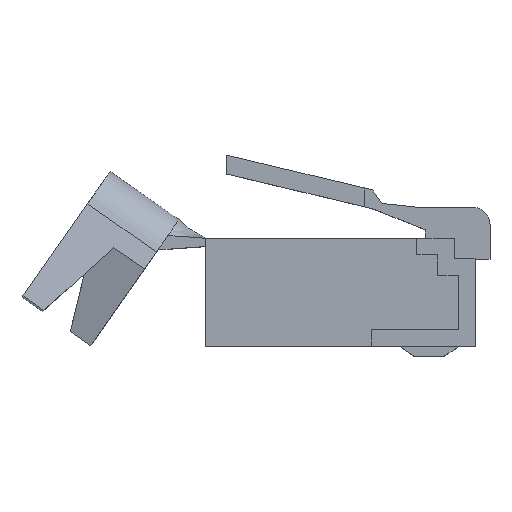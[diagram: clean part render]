
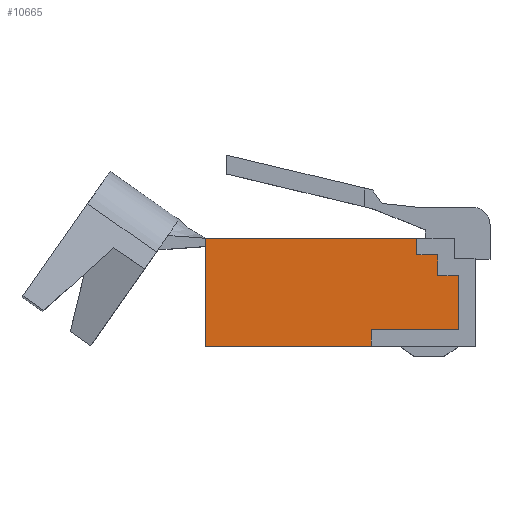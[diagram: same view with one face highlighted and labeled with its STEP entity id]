
A CAD part, top view. The second image highlights one B-rep face of the part: STEP entity #10665.
In plain terms, the highlighted face is planar.
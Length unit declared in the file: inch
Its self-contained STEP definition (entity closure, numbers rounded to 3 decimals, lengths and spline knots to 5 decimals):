
#1672 = CARTESIAN_POINT ( 'NONE',  ( 0.23, -0.13, -0.094 ) ) ;
#1829 = DIRECTION ( 'NONE',  ( 0., 1., 0. ) ) ;
#1830 = VECTOR ( 'NONE', #1829, 39.37008 ) ;
#1831 = CARTESIAN_POINT ( 'NONE',  ( 0.23, 0.13, 0.304 ) ) ;
#1832 = LINE ( 'NONE', #1831, #1830 ) ;
#1854 = CARTESIAN_POINT ( 'NONE',  ( 0.23, 0.13, 0.304 ) ) ;
#1855 = CARTESIAN_POINT ( 'NONE',  ( 0.23, -0.13, 0.304 ) ) ;
#1869 = DIRECTION ( 'NONE',  ( 0., 0., -1. ) ) ;
#1870 = VECTOR ( 'NONE', #1869, 39.37008 ) ;
#1871 = CARTESIAN_POINT ( 'NONE',  ( 0.23, -0.13, 0.304 ) ) ;
#1872 = LINE ( 'NONE', #1871, #1870 ) ;
#2427 = CARTESIAN_POINT ( 'NONE',  ( 0.23, 0.13, 0.304 ) ) ;
#2428 = DIRECTION ( 'NONE',  ( 0., 1., 0. ) ) ;
#2429 = VECTOR ( 'NONE', #2428, 39.37008 ) ;
#2430 = LINE ( 'NONE', #2427, #2444 ) ;
#2435 = LINE ( 'NONE', #2493, #2429 ) ;
#2443 = DIRECTION ( 'NONE',  ( 0., 0., -1. ) ) ;
#2444 = VECTOR ( 'NONE', #2443, 39.37008 ) ;
#2445 = CARTESIAN_POINT ( 'NONE',  ( 0.23, -0.09, -0.304 ) ) ;
#2446 = DIRECTION ( 'NONE',  ( 0., 0., -1. ) ) ;
#2447 = VECTOR ( 'NONE', #2446, 39.37008 ) ;
#2448 = CARTESIAN_POINT ( 'NONE',  ( 0.23, -0.09, 0.304 ) ) ;
#2449 = LINE ( 'NONE', #2448, #2447 ) ;
#2457 = DIRECTION ( 'NONE',  ( 0., 1., 0. ) ) ;
#2458 = VECTOR ( 'NONE', #2457, 39.37008 ) ;
#2480 = CARTESIAN_POINT ( 'NONE',  ( 0.23, 0.09, -0.254 ) ) ;
#2493 = CARTESIAN_POINT ( 'NONE',  ( 0.23, 0.13, -0.094 ) ) ;
#2503 = CARTESIAN_POINT ( 'NONE',  ( 0.23, 0.13, -0.254 ) ) ;
#2504 = LINE ( 'NONE', #2503, #2458 ) ;
#2551 = CARTESIAN_POINT ( 'NONE',  ( 0.23, 0.13, 0.304 ) ) ;
#2552 = PLANE ( 'NONE',  #2659 ) ;
#2553 = FACE_OUTER_BOUND ( 'NONE', #10515, .T. ) ;
#2554 = CARTESIAN_POINT ( 'NONE',  ( 0.23, 0.04, -0.254 ) ) ;
#2555 = DIRECTION ( 'NONE',  ( 0., 0., 1. ) ) ;
#2556 = VECTOR ( 'NONE', #2555, 39.37008 ) ;
#2557 = CARTESIAN_POINT ( 'NONE',  ( 0.23, 0.04, 0.304 ) ) ;
#2558 = LINE ( 'NONE', #2557, #2556 ) ;
#2564 = CARTESIAN_POINT ( 'NONE',  ( 0.23, 0.13, -0.204 ) ) ;
#2565 = CARTESIAN_POINT ( 'NONE',  ( 0.23, 0.09, -0.204 ) ) ;
#2566 = DIRECTION ( 'NONE',  ( 0., 0., 1. ) ) ;
#2567 = VECTOR ( 'NONE', #2566, 39.37008 ) ;
#2568 = CARTESIAN_POINT ( 'NONE',  ( 0.23, 0.09, 0.304 ) ) ;
#2569 = LINE ( 'NONE', #2568, #2567 ) ;
#2574 = CARTESIAN_POINT ( 'NONE',  ( 0.23, -0.09, -0.094 ) ) ;
#2575 = CARTESIAN_POINT ( 'NONE',  ( 0.23, 0.04, -0.304 ) ) ;
#2576 = DIRECTION ( 'NONE',  ( 0., 1., 0. ) ) ;
#2577 = VECTOR ( 'NONE', #2576, 39.37008 ) ;
#2578 = CARTESIAN_POINT ( 'NONE',  ( 0.23, 0.13, -0.304 ) ) ;
#2579 = LINE ( 'NONE', #2578, #2577 ) ;
#2657 = DIRECTION ( 'NONE',  ( 0., -1., 0. ) ) ;
#2658 = DIRECTION ( 'NONE',  ( -1., 0., 0. ) ) ;
#2659 = AXIS2_PLACEMENT_3D ( 'NONE', #2551, #2658, #2657 ) ;
#2671 = DIRECTION ( 'NONE',  ( 0., 1., 0. ) ) ;
#2672 = VECTOR ( 'NONE', #2671, 39.37008 ) ;
#2673 = CARTESIAN_POINT ( 'NONE',  ( 0.23, 0.13, -0.204 ) ) ;
#2707 = LINE ( 'NONE', #2673, #2672 ) ;
#6532 = VERTEX_POINT ( 'NONE', #1672 ) ;
#6536 = VERTEX_POINT ( 'NONE', #1855 ) ;
#6552 = EDGE_CURVE ( 'NONE', #6536, #6553, #1832, .T. ) ;
#6553 = VERTEX_POINT ( 'NONE', #1854 ) ;
#6630 = EDGE_CURVE ( 'NONE', #6536, #6532, #1872, .T. ) ;
#10499 = EDGE_CURVE ( 'NONE', #10664, #10580, #2504, .T. ) ;
#10515 = EDGE_LOOP ( 'NONE', ( #10662, #10516, #10544, #10610, #10558, #10518, #10581, #10608, #10519, #10582 ) ) ;
#10516 = ORIENTED_EDGE ( 'NONE', *, *, #10517, .T. ) ;
#10517 = EDGE_CURVE ( 'NONE', #6532, #10697, #2435, .T. ) ;
#10518 = ORIENTED_EDGE ( 'NONE', *, *, #10499, .T. ) ;
#10519 = ORIENTED_EDGE ( 'NONE', *, *, #10520, .F. ) ;
#10520 = EDGE_CURVE ( 'NONE', #6553, #10701, #2430, .T. ) ;
#10544 = ORIENTED_EDGE ( 'NONE', *, *, #10545, .T. ) ;
#10545 = EDGE_CURVE ( 'NONE', #10697, #10546, #2449, .T. ) ;
#10546 = VERTEX_POINT ( 'NONE', #2445 ) ;
#10558 = ORIENTED_EDGE ( 'NONE', *, *, #10663, .T. ) ;
#10580 = VERTEX_POINT ( 'NONE', #2480 ) ;
#10581 = ORIENTED_EDGE ( 'NONE', *, *, #10699, .T. ) ;
#10582 = ORIENTED_EDGE ( 'NONE', *, *, #6552, .F. ) ;
#10608 = ORIENTED_EDGE ( 'NONE', *, *, #10609, .T. ) ;
#10609 = EDGE_CURVE ( 'NONE', #10700, #10701, #2707, .T. ) ;
#10610 = ORIENTED_EDGE ( 'NONE', *, *, #10694, .T. ) ;
#10662 = ORIENTED_EDGE ( 'NONE', *, *, #6630, .T. ) ;
#10663 = EDGE_CURVE ( 'NONE', #10695, #10664, #2558, .T. ) ;
#10664 = VERTEX_POINT ( 'NONE', #2554 ) ;
#10665 = ADVANCED_FACE ( 'NONE', ( #2553 ), #2552, .F. ) ;
#10694 = EDGE_CURVE ( 'NONE', #10546, #10695, #2579, .T. ) ;
#10695 = VERTEX_POINT ( 'NONE', #2575 ) ;
#10697 = VERTEX_POINT ( 'NONE', #2574 ) ;
#10699 = EDGE_CURVE ( 'NONE', #10580, #10700, #2569, .T. ) ;
#10700 = VERTEX_POINT ( 'NONE', #2565 ) ;
#10701 = VERTEX_POINT ( 'NONE', #2564 ) ;
